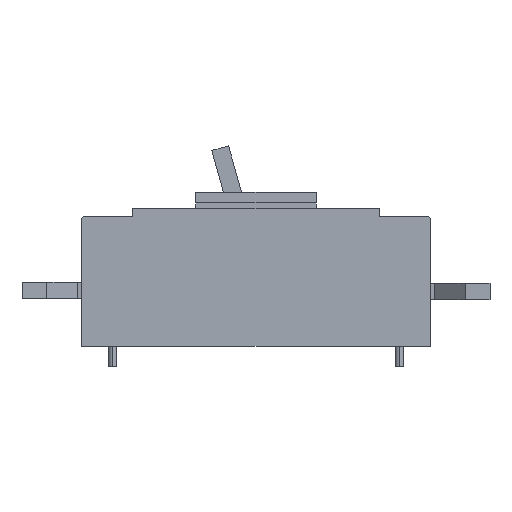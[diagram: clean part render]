
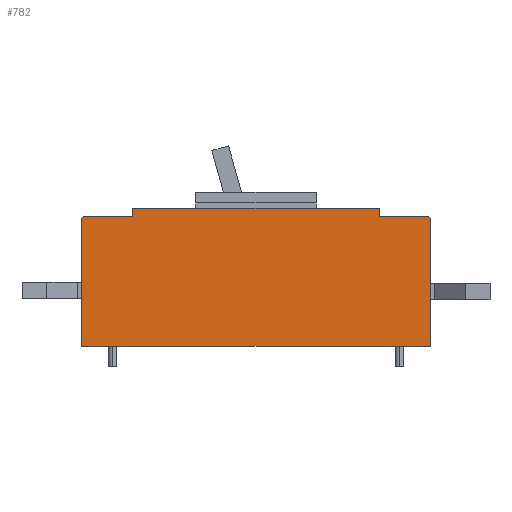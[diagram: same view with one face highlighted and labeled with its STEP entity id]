
A CAD part, left-side view. The second image highlights one B-rep face of the part: STEP entity #782.
In plain terms, the highlighted planar face has unit normal (-1, 0, 0).
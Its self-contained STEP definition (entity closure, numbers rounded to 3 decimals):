
#782 = ADVANCED_FACE ( 'NONE', ( #5161 ), #14755, .F. ) ;
#804 = CARTESIAN_POINT ( 'NONE',  ( -70., 92., 97. ) ) ;
#958 = ORIENTED_EDGE ( 'NONE', *, *, #3007, .T. ) ;
#1010 = EDGE_CURVE ( 'NONE', #8131, #4697, #4034, .T. ) ;
#1205 = VERTEX_POINT ( 'NONE', #6370 ) ;
#1332 = EDGE_CURVE ( 'NONE', #8131, #12358, #5552, .T. ) ;
#1655 = DIRECTION ( 'NONE',  ( 0., 1., 0. ) ) ;
#1765 = VERTEX_POINT ( 'NONE', #1796 ) ;
#1796 = CARTESIAN_POINT ( 'NONE',  ( -70., -130., 95. ) ) ;
#1827 = VECTOR ( 'NONE', #6425, 1000. ) ;
#1993 = AXIS2_PLACEMENT_3D ( 'NONE', #8437, #12413, #11595 ) ;
#2056 = ORIENTED_EDGE ( 'NONE', *, *, #3705, .F. ) ;
#2157 = EDGE_CURVE ( 'NONE', #5289, #1205, #9950, .T. ) ;
#2242 = DIRECTION ( 'NONE',  ( -1., 0., 0. ) ) ;
#2401 = CARTESIAN_POINT ( 'NONE',  ( -70., -128., 95. ) ) ;
#3007 = EDGE_CURVE ( 'NONE', #1765, #4697, #16369, .T. ) ;
#3442 = CARTESIAN_POINT ( 'NONE',  ( -70., 128., 97. ) ) ;
#3560 = CARTESIAN_POINT ( 'NONE',  ( -70., -92., 97. ) ) ;
#3595 = VECTOR ( 'NONE', #9928, 1000. ) ;
#3600 = DIRECTION ( 'NONE',  ( 0., 0., 1. ) ) ;
#3700 = VECTOR ( 'NONE', #4540, 1000. ) ;
#3705 = EDGE_CURVE ( 'NONE', #5289, #10418, #10533, .T. ) ;
#4034 = LINE ( 'NONE', #10592, #3595 ) ;
#4285 = ORIENTED_EDGE ( 'NONE', *, *, #2157, .T. ) ;
#4310 = EDGE_CURVE ( 'NONE', #11108, #16514, #7381, .T. ) ;
#4311 = CARTESIAN_POINT ( 'NONE',  ( -70., 130., 0. ) ) ;
#4540 = DIRECTION ( 'NONE',  ( 0., -1., 0. ) ) ;
#4616 = AXIS2_PLACEMENT_3D ( 'NONE', #2401, #2242, #1655 ) ;
#4697 = VERTEX_POINT ( 'NONE', #13275 ) ;
#5161 = FACE_OUTER_BOUND ( 'NONE', #15790, .T. ) ;
#5242 = CARTESIAN_POINT ( 'NONE',  ( -70., 92., 102.95 ) ) ;
#5289 = VERTEX_POINT ( 'NONE', #3442 ) ;
#5552 = LINE ( 'NONE', #3560, #16031 ) ;
#5850 = ORIENTED_EDGE ( 'NONE', *, *, #1010, .F. ) ;
#5889 = EDGE_CURVE ( 'NONE', #7096, #12358, #16052, .T. ) ;
#6328 = CARTESIAN_POINT ( 'NONE',  ( -70., -130., 103. ) ) ;
#6370 = CARTESIAN_POINT ( 'NONE',  ( -70., 130., 95. ) ) ;
#6378 = CARTESIAN_POINT ( 'NONE',  ( -70., 92., 102.95 ) ) ;
#6405 = VECTOR ( 'NONE', #9386, 1000. ) ;
#6425 = DIRECTION ( 'NONE',  ( 0., -1., 0. ) ) ;
#7003 = EDGE_CURVE ( 'NONE', #1765, #16514, #7227, .T. ) ;
#7096 = VERTEX_POINT ( 'NONE', #5242 ) ;
#7227 = LINE ( 'NONE', #6328, #17728 ) ;
#7306 = ORIENTED_EDGE ( 'NONE', *, *, #17877, .T. ) ;
#7381 = LINE ( 'NONE', #4311, #3700 ) ;
#7392 = LINE ( 'NONE', #9204, #13786 ) ;
#7748 = DIRECTION ( 'NONE',  ( 0., 0., -1. ) ) ;
#8131 = VERTEX_POINT ( 'NONE', #13115 ) ;
#8437 = CARTESIAN_POINT ( 'NONE',  ( -70., 128., 95. ) ) ;
#8798 = ORIENTED_EDGE ( 'NONE', *, *, #1332, .T. ) ;
#8869 = EDGE_CURVE ( 'NONE', #10418, #7096, #16882, .T. ) ;
#9163 = DIRECTION ( 'NONE',  ( 0., -1., 0. ) ) ;
#9204 = CARTESIAN_POINT ( 'NONE',  ( -70., 130., 103. ) ) ;
#9386 = DIRECTION ( 'NONE',  ( 0., 0., 1. ) ) ;
#9928 = DIRECTION ( 'NONE',  ( 0., -1., 0. ) ) ;
#9950 = CIRCLE ( 'NONE', #1993, 2. ) ;
#10243 = ORIENTED_EDGE ( 'NONE', *, *, #4310, .T. ) ;
#10418 = VERTEX_POINT ( 'NONE', #804 ) ;
#10533 = LINE ( 'NONE', #16255, #17863 ) ;
#10586 = CARTESIAN_POINT ( 'NONE',  ( -70., -92., 102.95 ) ) ;
#10592 = CARTESIAN_POINT ( 'NONE',  ( -70., -130., 97. ) ) ;
#10917 = AXIS2_PLACEMENT_3D ( 'NONE', #14714, #14506, #14483 ) ;
#11108 = VERTEX_POINT ( 'NONE', #14775 ) ;
#11577 = ORIENTED_EDGE ( 'NONE', *, *, #5889, .F. ) ;
#11595 = DIRECTION ( 'NONE',  ( 0., 1., 0. ) ) ;
#12358 = VERTEX_POINT ( 'NONE', #10586 ) ;
#12413 = DIRECTION ( 'NONE',  ( -1., 0., 0. ) ) ;
#12773 = ORIENTED_EDGE ( 'NONE', *, *, #7003, .F. ) ;
#13115 = CARTESIAN_POINT ( 'NONE',  ( -70., -92., 97. ) ) ;
#13275 = CARTESIAN_POINT ( 'NONE',  ( -70., -128., 97. ) ) ;
#13786 = VECTOR ( 'NONE', #17462, 1000. ) ;
#14483 = DIRECTION ( 'NONE',  ( 0., 1., 0. ) ) ;
#14506 = DIRECTION ( 'NONE',  ( 1., 0., 0. ) ) ;
#14714 = CARTESIAN_POINT ( 'NONE',  ( -70., 130., 103. ) ) ;
#14755 = PLANE ( 'NONE',  #10917 ) ;
#14775 = CARTESIAN_POINT ( 'NONE',  ( -70., 130., 0. ) ) ;
#14790 = ORIENTED_EDGE ( 'NONE', *, *, #8869, .F. ) ;
#15790 = EDGE_LOOP ( 'NONE', ( #2056, #4285, #7306, #10243, #12773, #958, #5850, #8798, #11577, #14790 ) ) ;
#16031 = VECTOR ( 'NONE', #3600, 1000. ) ;
#16052 = LINE ( 'NONE', #6378, #1827 ) ;
#16255 = CARTESIAN_POINT ( 'NONE',  ( -70., 130., 97. ) ) ;
#16369 = CIRCLE ( 'NONE', #4616, 2. ) ;
#16514 = VERTEX_POINT ( 'NONE', #16863 ) ;
#16863 = CARTESIAN_POINT ( 'NONE',  ( -70., -130., 0. ) ) ;
#16882 = LINE ( 'NONE', #17702, #6405 ) ;
#17462 = DIRECTION ( 'NONE',  ( 0., 0., -1. ) ) ;
#17702 = CARTESIAN_POINT ( 'NONE',  ( -70., 92., 97. ) ) ;
#17728 = VECTOR ( 'NONE', #7748, 1000. ) ;
#17863 = VECTOR ( 'NONE', #9163, 1000. ) ;
#17877 = EDGE_CURVE ( 'NONE', #1205, #11108, #7392, .T. ) ;
